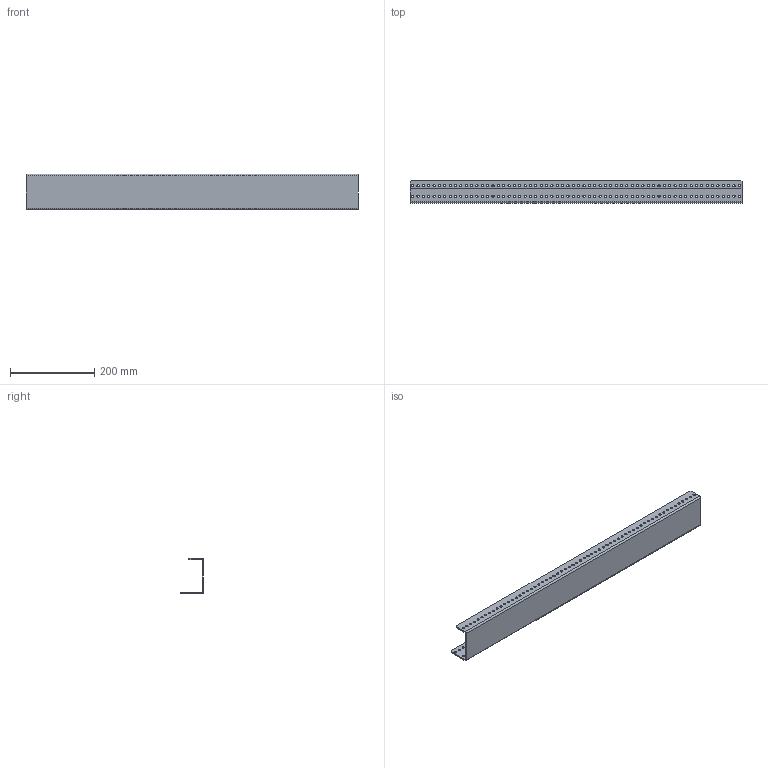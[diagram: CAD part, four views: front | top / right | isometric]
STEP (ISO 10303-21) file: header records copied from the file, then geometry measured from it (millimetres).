
FILE_DESCRIPTION (( 'STEP AP214' ), '1' );
FILE_NAME ('am-3920 AM14U4 End Plate.STEP', '2018-12-17T16:35:48', ( '' ), ( '' ), 'SwSTEP 2.0', 'SolidWorks 2018', '' );
FILE_SCHEMA (( 'AUTOMOTIVE_DESIGN' ));
Length unit declared in the file: inch
Products named in the file (1): am-3920 AM14U4 End Plate
Bounding box: 787.4 x 53.98 x 84.58 mm (x, y, z)
Volume: 399526.8 mm3; surface area: 267591.3 mm2
Topology: 1 solids, 1 shells, 212 faces, 800 edges, 590 vertices
Faces by surface type: cylinder 190, plane 22
Full cylindrical faces by diameter (mm): 5.334 x186
Entity records: 7044 total; most frequent: DIRECTION 1234, CARTESIAN_POINT 1045, ORIENTED_EDGE 856, EDGE_LOOP 770, AXIS2_PLACEMENT_3D 593, EDGE_CURVE 428, VERTEX_POINT 404, FACE_OUTER_BOUND 398
